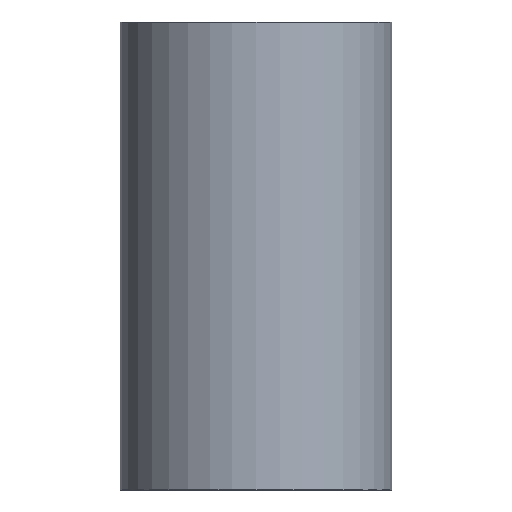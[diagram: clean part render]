
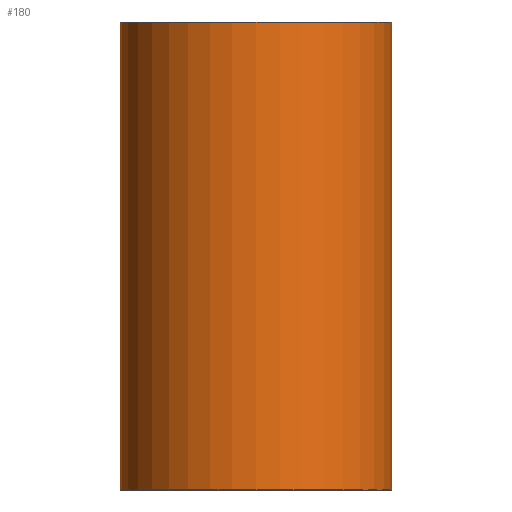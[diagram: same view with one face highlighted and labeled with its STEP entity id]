
A CAD part, front view. The second image highlights one B-rep face of the part: STEP entity #180.
In plain terms, the highlighted cylindrical face has radius 725 mm (diameter 1450 mm), a full revolution.
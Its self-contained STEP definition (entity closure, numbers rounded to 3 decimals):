
#23 = EDGE_LOOP ( 'NONE', ( #1508 ) ) ;
#105 = EDGE_CURVE ( 'NONE', #109, #109, #737, .T. ) ;
#109 = VERTEX_POINT ( 'NONE', #1450 ) ;
#180 = ADVANCED_FACE ( 'NONE', ( #1401, #1042 ), #294, .T. ) ;
#294 = CYLINDRICAL_SURFACE ( 'NONE', #1363, 725. ) ;
#361 = DIRECTION ( 'NONE',  ( 1., 0., 0. ) ) ;
#423 = AXIS2_PLACEMENT_3D ( 'NONE', #973, #1483, #361 ) ;
#433 = DIRECTION ( 'NONE',  ( 1., 0., 0. ) ) ;
#558 = EDGE_LOOP ( 'NONE', ( #1302 ) ) ;
#560 = CARTESIAN_POINT ( 'NONE',  ( 0., 0., 0. ) ) ;
#683 = AXIS2_PLACEMENT_3D ( 'NONE', #560, #1183, #433 ) ;
#737 = CIRCLE ( 'NONE', #423, 725. ) ;
#877 = CARTESIAN_POINT ( 'NONE',  ( 0., 0., 0. ) ) ;
#973 = CARTESIAN_POINT ( 'NONE',  ( 0., 0., 2500. ) ) ;
#1013 = DIRECTION ( 'NONE',  ( 1., 0., 0. ) ) ;
#1042 = FACE_OUTER_BOUND ( 'NONE', #23, .T. ) ;
#1183 = DIRECTION ( 'NONE',  ( 0., 0., 1. ) ) ;
#1247 = CARTESIAN_POINT ( 'NONE',  ( 725., 0., 0. ) ) ;
#1271 = VERTEX_POINT ( 'NONE', #1247 ) ;
#1302 = ORIENTED_EDGE ( 'NONE', *, *, #1435, .T. ) ;
#1363 = AXIS2_PLACEMENT_3D ( 'NONE', #877, #1513, #1013 ) ;
#1401 = FACE_OUTER_BOUND ( 'NONE', #558, .T. ) ;
#1435 = EDGE_CURVE ( 'NONE', #1271, #1271, #1580, .T. ) ;
#1450 = CARTESIAN_POINT ( 'NONE',  ( 725., 0., 2500. ) ) ;
#1483 = DIRECTION ( 'NONE',  ( 0., 0., 1. ) ) ;
#1508 = ORIENTED_EDGE ( 'NONE', *, *, #105, .F. ) ;
#1513 = DIRECTION ( 'NONE',  ( 0., 0., 1. ) ) ;
#1580 = CIRCLE ( 'NONE', #683, 725. ) ;
